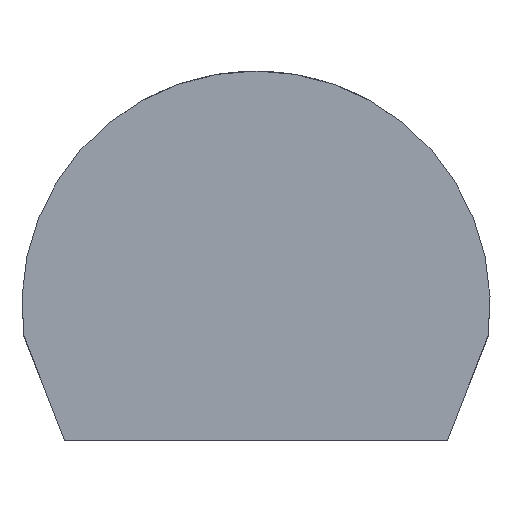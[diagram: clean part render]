
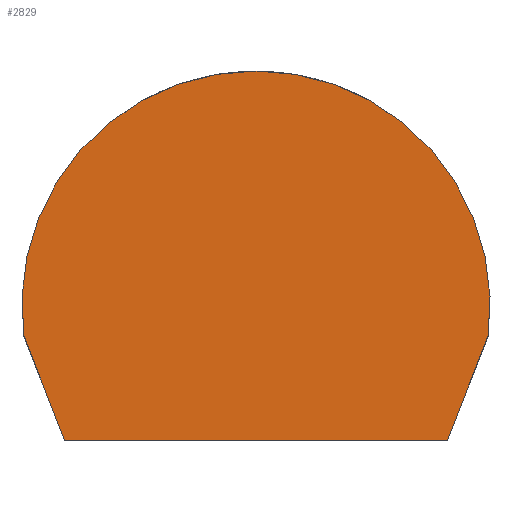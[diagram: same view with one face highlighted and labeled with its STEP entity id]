
A CAD part, top view. The second image highlights one B-rep face of the part: STEP entity #2829.
In plain terms, the highlighted planar face has unit normal (0, 0, 1).
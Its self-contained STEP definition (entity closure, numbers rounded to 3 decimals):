
#163=PLANE('',#2886);
#318=FACE_OUTER_BOUND('',#483,.T.);
#483=EDGE_LOOP('',(#2574,#2575,#2576,#2577));
#505=CIRCLE('',#2885,2.29);
#648=LINE('',#5007,#834);
#652=LINE('',#5017,#838);
#654=LINE('',#5023,#840);
#834=VECTOR('',#3081,10.);
#838=VECTOR('',#3093,10.);
#840=VECTOR('',#3099,10.);
#1361=VERTEX_POINT('',#5004);
#1362=VERTEX_POINT('',#5006);
#1364=VERTEX_POINT('',#5015);
#1366=VERTEX_POINT('',#5022);
#1766=EDGE_CURVE('',#1362,#1361,#648,.T.);
#1770=EDGE_CURVE('',#1361,#1364,#652,.T.);
#1772=EDGE_CURVE('',#1366,#1362,#654,.T.);
#1775=EDGE_CURVE('',#1364,#1366,#505,.T.);
#2574=ORIENTED_EDGE('',*,*,#1775,.T.);
#2575=ORIENTED_EDGE('',*,*,#1772,.T.);
#2576=ORIENTED_EDGE('',*,*,#1766,.T.);
#2577=ORIENTED_EDGE('',*,*,#1770,.T.);
#2829=ADVANCED_FACE('',(#318),#163,.T.);
#2885=AXIS2_PLACEMENT_3D('',#5027,#3105,#3106);
#2886=AXIS2_PLACEMENT_3D('',#5028,#3107,#3108);
#3081=DIRECTION('',(1.,0.,0.));
#3093=DIRECTION('',(0.364,0.931,0.));
#3099=DIRECTION('',(0.364,-0.931,0.));
#3105=DIRECTION('center_axis',(0.,0.,1.));
#3106=DIRECTION('ref_axis',(1.,0.,0.));
#3107=DIRECTION('center_axis',(0.,0.,1.));
#3108=DIRECTION('ref_axis',(1.,0.,0.));
#5004=CARTESIAN_POINT('',(1.872,-1.32,4.7));
#5006=CARTESIAN_POINT('',(-1.872,-1.32,4.7));
#5007=CARTESIAN_POINT('',(2.29,-1.32,4.7));
#5015=CARTESIAN_POINT('',(2.27,-0.3,4.7));
#5017=CARTESIAN_POINT('',(2.29,-0.25,4.7));
#5022=CARTESIAN_POINT('',(-2.27,-0.3,4.7));
#5023=CARTESIAN_POINT('',(-2.29,-0.25,4.7));
#5027=CARTESIAN_POINT('Origin',(0.,0.,4.7));
#5028=CARTESIAN_POINT('Origin',(0.,1.02,4.7));
